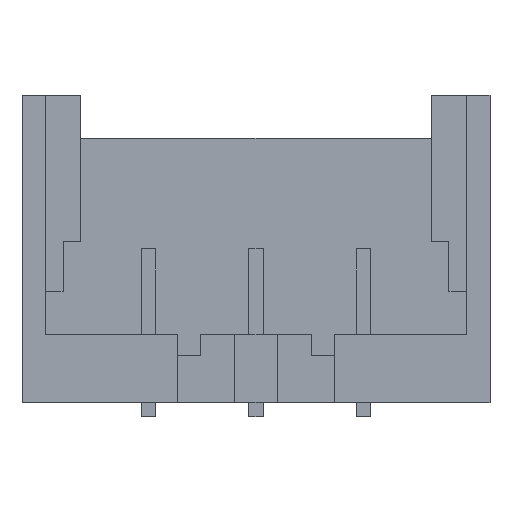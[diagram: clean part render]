
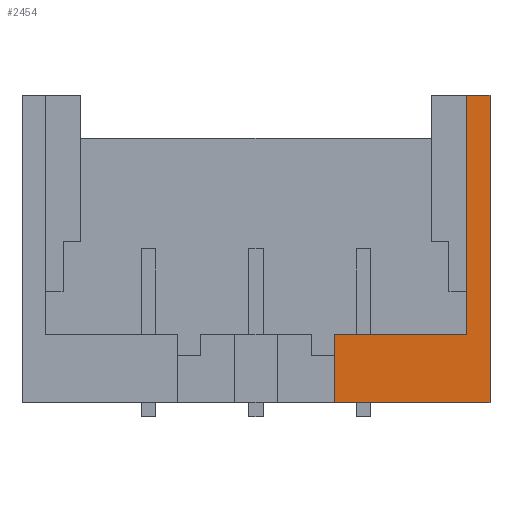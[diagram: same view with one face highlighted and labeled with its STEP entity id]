
A CAD part, top view. The second image highlights one B-rep face of the part: STEP entity #2454.
In plain terms, the highlighted planar face has unit normal (0, 0, 1).
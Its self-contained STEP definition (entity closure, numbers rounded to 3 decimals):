
#772 = PLANE('',#773);
#773 = AXIS2_PLACEMENT_3D('',#774,#775,#776);
#774 = CARTESIAN_POINT('',(3.275,-2.05,1.85));
#775 = DIRECTION('',(1.,0.,0.));
#776 = DIRECTION('',(0.,0.,-1.));
#798 = PLANE('',#799);
#799 = AXIS2_PLACEMENT_3D('',#800,#801,#802);
#800 = CARTESIAN_POINT('',(3.275,-2.05,0.04));
#801 = DIRECTION('',(0.,1.,0.));
#802 = DIRECTION('',(-1.,0.,0.));
#1038 = VERTEX_POINT('',#1039);
#1039 = CARTESIAN_POINT('',(3.275,2.25,1.85));
#1053 = PLANE('',#1054);
#1054 = AXIS2_PLACEMENT_3D('',#1055,#1056,#1057);
#1055 = CARTESIAN_POINT('',(3.275,2.25,0.04));
#1056 = DIRECTION('',(0.,1.,0.));
#1057 = DIRECTION('',(-1.,0.,0.));
#1065 = EDGE_CURVE('',#1066,#1038,#1068,.T.);
#1066 = VERTEX_POINT('',#1067);
#1067 = CARTESIAN_POINT('',(3.275,-2.05,1.85));
#1068 = SURFACE_CURVE('',#1069,(#1073,#1080),.PCURVE_S1.);
#1069 = LINE('',#1070,#1071);
#1070 = CARTESIAN_POINT('',(3.275,-2.05,1.85));
#1071 = VECTOR('',#1072,1.);
#1072 = DIRECTION('',(0.,1.,0.));
#1073 = PCURVE('',#772,#1074);
#1074 = DEFINITIONAL_REPRESENTATION('',(#1075),#1079);
#1075 = LINE('',#1076,#1077);
#1076 = CARTESIAN_POINT('',(0.,0.));
#1077 = VECTOR('',#1078,1.);
#1078 = DIRECTION('',(0.,1.));
#1079 = ( GEOMETRIC_REPRESENTATION_CONTEXT(2) 
PARAMETRIC_REPRESENTATION_CONTEXT() REPRESENTATION_CONTEXT('2D SPACE',''
  ) );
#1080 = PCURVE('',#1081,#1086);
#1081 = PLANE('',#1082);
#1082 = AXIS2_PLACEMENT_3D('',#1083,#1084,#1085);
#1083 = CARTESIAN_POINT('',(3.275,-2.05,1.85));
#1084 = DIRECTION('',(0.,0.,1.));
#1085 = DIRECTION('',(0.,1.,0.));
#1086 = DEFINITIONAL_REPRESENTATION('',(#1087),#1091);
#1087 = LINE('',#1088,#1089);
#1088 = CARTESIAN_POINT('',(0.,0.));
#1089 = VECTOR('',#1090,1.);
#1090 = DIRECTION('',(1.,0.));
#1091 = ( GEOMETRIC_REPRESENTATION_CONTEXT(2) 
PARAMETRIC_REPRESENTATION_CONTEXT() REPRESENTATION_CONTEXT('2D SPACE',''
  ) );
#1344 = EDGE_CURVE('',#1345,#1066,#1347,.T.);
#1345 = VERTEX_POINT('',#1346);
#1346 = CARTESIAN_POINT('',(1.1,-2.05,1.85));
#1347 = SURFACE_CURVE('',#1348,(#1352,#1359),.PCURVE_S1.);
#1348 = LINE('',#1349,#1350);
#1349 = CARTESIAN_POINT('',(3.275,-2.05,1.85));
#1350 = VECTOR('',#1351,1.);
#1351 = DIRECTION('',(1.,0.,0.));
#1352 = PCURVE('',#798,#1353);
#1353 = DEFINITIONAL_REPRESENTATION('',(#1354),#1358);
#1354 = LINE('',#1355,#1356);
#1355 = CARTESIAN_POINT('',(0.,1.81));
#1356 = VECTOR('',#1357,1.);
#1357 = DIRECTION('',(-1.,0.));
#1358 = ( GEOMETRIC_REPRESENTATION_CONTEXT(2) 
PARAMETRIC_REPRESENTATION_CONTEXT() REPRESENTATION_CONTEXT('2D SPACE',''
  ) );
#1359 = PCURVE('',#1081,#1360);
#1360 = DEFINITIONAL_REPRESENTATION('',(#1361),#1365);
#1361 = LINE('',#1362,#1363);
#1362 = CARTESIAN_POINT('',(0.,0.));
#1363 = VECTOR('',#1364,1.);
#1364 = DIRECTION('',(0.,-1.));
#1365 = ( GEOMETRIC_REPRESENTATION_CONTEXT(2) 
PARAMETRIC_REPRESENTATION_CONTEXT() REPRESENTATION_CONTEXT('2D SPACE',''
  ) );
#1383 = PLANE('',#1384);
#1384 = AXIS2_PLACEMENT_3D('',#1385,#1386,#1387);
#1385 = CARTESIAN_POINT('',(1.1,-4.45,1.3));
#1386 = DIRECTION('',(1.,0.,0.));
#1387 = DIRECTION('',(0.,1.,0.));
#2454 = ADVANCED_FACE('',(#2455),#1081,.T.);
#2455 = FACE_BOUND('',#2456,.T.);
#2456 = EDGE_LOOP('',(#2457,#2480,#2481,#2482,#2505,#2533));
#2457 = ORIENTED_EDGE('',*,*,#2458,.F.);
#2458 = EDGE_CURVE('',#1345,#2459,#2461,.T.);
#2459 = VERTEX_POINT('',#2460);
#2460 = CARTESIAN_POINT('',(1.1,-1.1,1.85));
#2461 = SURFACE_CURVE('',#2462,(#2466,#2473),.PCURVE_S1.);
#2462 = LINE('',#2463,#2464);
#2463 = CARTESIAN_POINT('',(1.1,-4.45,1.85));
#2464 = VECTOR('',#2465,1.);
#2465 = DIRECTION('',(0.,1.,0.));
#2466 = PCURVE('',#1081,#2467);
#2467 = DEFINITIONAL_REPRESENTATION('',(#2468),#2472);
#2468 = LINE('',#2469,#2470);
#2469 = CARTESIAN_POINT('',(-2.4,2.175));
#2470 = VECTOR('',#2471,1.);
#2471 = DIRECTION('',(1.,0.));
#2472 = ( GEOMETRIC_REPRESENTATION_CONTEXT(2) 
PARAMETRIC_REPRESENTATION_CONTEXT() REPRESENTATION_CONTEXT('2D SPACE',''
  ) );
#2473 = PCURVE('',#1383,#2474);
#2474 = DEFINITIONAL_REPRESENTATION('',(#2475),#2479);
#2475 = LINE('',#2476,#2477);
#2476 = CARTESIAN_POINT('',(0.,0.55));
#2477 = VECTOR('',#2478,1.);
#2478 = DIRECTION('',(1.,0.));
#2479 = ( GEOMETRIC_REPRESENTATION_CONTEXT(2) 
PARAMETRIC_REPRESENTATION_CONTEXT() REPRESENTATION_CONTEXT('2D SPACE',''
  ) );
#2480 = ORIENTED_EDGE('',*,*,#1344,.T.);
#2481 = ORIENTED_EDGE('',*,*,#1065,.T.);
#2482 = ORIENTED_EDGE('',*,*,#2483,.F.);
#2483 = EDGE_CURVE('',#2484,#1038,#2486,.T.);
#2484 = VERTEX_POINT('',#2485);
#2485 = CARTESIAN_POINT('',(2.95,2.25,1.85));
#2486 = SURFACE_CURVE('',#2487,(#2491,#2498),.PCURVE_S1.);
#2487 = LINE('',#2488,#2489);
#2488 = CARTESIAN_POINT('',(3.275,2.25,1.85));
#2489 = VECTOR('',#2490,1.);
#2490 = DIRECTION('',(1.,0.,0.));
#2491 = PCURVE('',#1081,#2492);
#2492 = DEFINITIONAL_REPRESENTATION('',(#2493),#2497);
#2493 = LINE('',#2494,#2495);
#2494 = CARTESIAN_POINT('',(4.3,0.));
#2495 = VECTOR('',#2496,1.);
#2496 = DIRECTION('',(0.,-1.));
#2497 = ( GEOMETRIC_REPRESENTATION_CONTEXT(2) 
PARAMETRIC_REPRESENTATION_CONTEXT() REPRESENTATION_CONTEXT('2D SPACE',''
  ) );
#2498 = PCURVE('',#1053,#2499);
#2499 = DEFINITIONAL_REPRESENTATION('',(#2500),#2504);
#2500 = LINE('',#2501,#2502);
#2501 = CARTESIAN_POINT('',(0.,1.81));
#2502 = VECTOR('',#2503,1.);
#2503 = DIRECTION('',(-1.,0.));
#2504 = ( GEOMETRIC_REPRESENTATION_CONTEXT(2) 
PARAMETRIC_REPRESENTATION_CONTEXT() REPRESENTATION_CONTEXT('2D SPACE',''
  ) );
#2505 = ORIENTED_EDGE('',*,*,#2506,.F.);
#2506 = EDGE_CURVE('',#2507,#2484,#2509,.T.);
#2507 = VERTEX_POINT('',#2508);
#2508 = CARTESIAN_POINT('',(2.95,-1.1,1.85));
#2509 = SURFACE_CURVE('',#2510,(#2514,#2521),.PCURVE_S1.);
#2510 = LINE('',#2511,#2512);
#2511 = CARTESIAN_POINT('',(2.95,-1.1,1.85));
#2512 = VECTOR('',#2513,1.);
#2513 = DIRECTION('',(0.,1.,0.));
#2514 = PCURVE('',#1081,#2515);
#2515 = DEFINITIONAL_REPRESENTATION('',(#2516),#2520);
#2516 = LINE('',#2517,#2518);
#2517 = CARTESIAN_POINT('',(0.95,0.325));
#2518 = VECTOR('',#2519,1.);
#2519 = DIRECTION('',(1.,0.));
#2520 = ( GEOMETRIC_REPRESENTATION_CONTEXT(2) 
PARAMETRIC_REPRESENTATION_CONTEXT() REPRESENTATION_CONTEXT('2D SPACE',''
  ) );
#2521 = PCURVE('',#2522,#2527);
#2522 = PLANE('',#2523);
#2523 = AXIS2_PLACEMENT_3D('',#2524,#2525,#2526);
#2524 = CARTESIAN_POINT('',(2.95,-1.1,1.5));
#2525 = DIRECTION('',(1.,0.,0.));
#2526 = DIRECTION('',(0.,0.,-1.));
#2527 = DEFINITIONAL_REPRESENTATION('',(#2528),#2532);
#2528 = LINE('',#2529,#2530);
#2529 = CARTESIAN_POINT('',(-0.35,0.));
#2530 = VECTOR('',#2531,1.);
#2531 = DIRECTION('',(0.,1.));
#2532 = ( GEOMETRIC_REPRESENTATION_CONTEXT(2) 
PARAMETRIC_REPRESENTATION_CONTEXT() REPRESENTATION_CONTEXT('2D SPACE',''
  ) );
#2533 = ORIENTED_EDGE('',*,*,#2534,.F.);
#2534 = EDGE_CURVE('',#2459,#2507,#2535,.T.);
#2535 = SURFACE_CURVE('',#2536,(#2540,#2547),.PCURVE_S1.);
#2536 = LINE('',#2537,#2538);
#2537 = CARTESIAN_POINT('',(2.95,-1.1,1.85));
#2538 = VECTOR('',#2539,1.);
#2539 = DIRECTION('',(1.,0.,0.));
#2540 = PCURVE('',#1081,#2541);
#2541 = DEFINITIONAL_REPRESENTATION('',(#2542),#2546);
#2542 = LINE('',#2543,#2544);
#2543 = CARTESIAN_POINT('',(0.95,0.325));
#2544 = VECTOR('',#2545,1.);
#2545 = DIRECTION('',(0.,-1.));
#2546 = ( GEOMETRIC_REPRESENTATION_CONTEXT(2) 
PARAMETRIC_REPRESENTATION_CONTEXT() REPRESENTATION_CONTEXT('2D SPACE',''
  ) );
#2547 = PCURVE('',#2548,#2553);
#2548 = PLANE('',#2549);
#2549 = AXIS2_PLACEMENT_3D('',#2550,#2551,#2552);
#2550 = CARTESIAN_POINT('',(2.45,-1.1,1.85));
#2551 = DIRECTION('',(0.,-1.,0.));
#2552 = DIRECTION('',(1.,0.,0.));
#2553 = DEFINITIONAL_REPRESENTATION('',(#2554),#2558);
#2554 = LINE('',#2555,#2556);
#2555 = CARTESIAN_POINT('',(0.5,0.));
#2556 = VECTOR('',#2557,1.);
#2557 = DIRECTION('',(1.,0.));
#2558 = ( GEOMETRIC_REPRESENTATION_CONTEXT(2) 
PARAMETRIC_REPRESENTATION_CONTEXT() REPRESENTATION_CONTEXT('2D SPACE',''
  ) );
